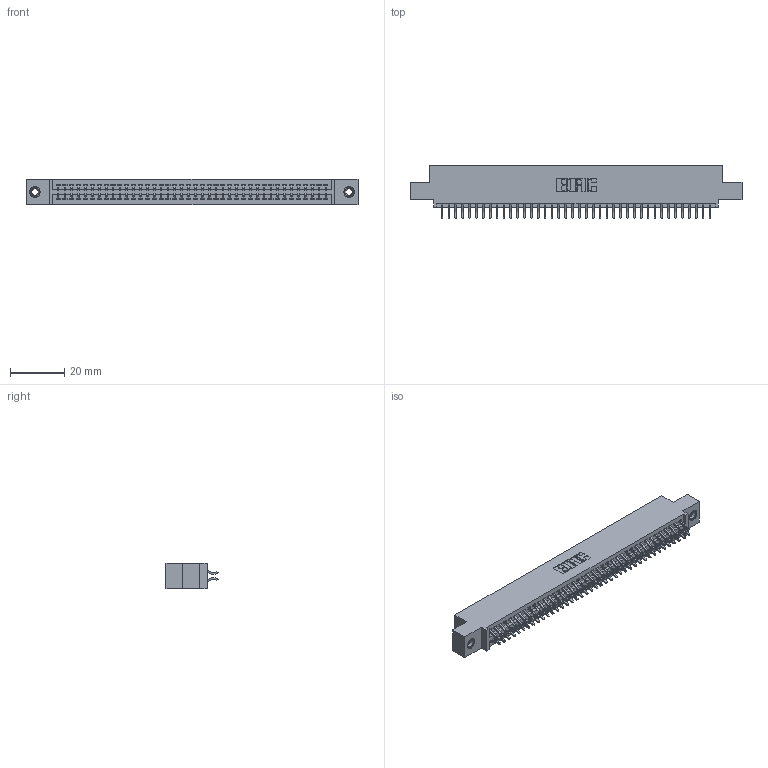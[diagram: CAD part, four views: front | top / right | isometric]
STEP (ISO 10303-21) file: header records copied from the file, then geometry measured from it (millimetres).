
FILE_DESCRIPTION (( 'STEP AP203' ), '1' );
FILE_NAME ('395-080-556-507.STEP', '2019-10-25T05:08:22', ( '' ), ( '' ), 'SwSTEP 2.0', 'SolidWorks 2016', '' );
FILE_SCHEMA (( 'CONFIG_CONTROL_DESIGN' ));
Length unit declared in the file: inch
Products named in the file (4): 345 Part_0.110 Offset - 0.156 Dia-TI; 345-292-001_556 Tail; 345-250-001_345-250-005-103; 395-080-556-507
Assembly tree (83 placements, depth 2):
  395-080-556-507
    345 Part_0.110 Offset - 0.156 Dia-TI
    345-292-001_556 Tail  x80
    345-250-001_345-250-005-103  x2
Bounding box: 122.81 x 19.24 x 9.4 mm (x, y, z)
Volume: 11821.2 mm3; surface area: 17485.6 mm2
Topology: 83 solids, 83 shells, 4670 faces, 13849 edges, 9118 vertices
Faces by surface type: plane 3076, cylinder 1578, cone 12, torus 4
Entity records: 33192 total; most frequent: CARTESIAN_POINT 5563, ORIENTED_EDGE 5478, DIRECTION 4921, EDGE_CURVE 2739, VECTOR 2419, LINE 2419, VERTEX_POINT 1820, AXIS2_PLACEMENT_3D 1251
